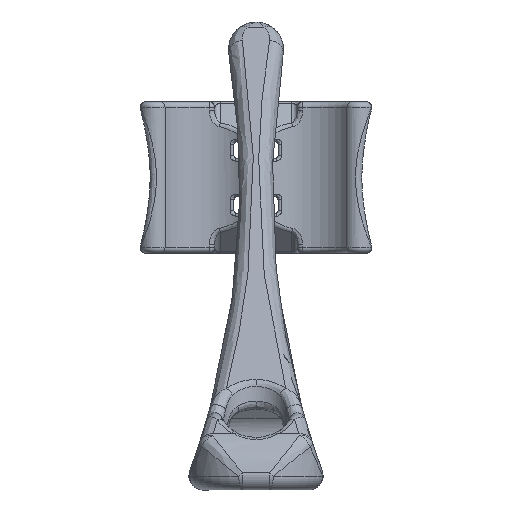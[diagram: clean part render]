
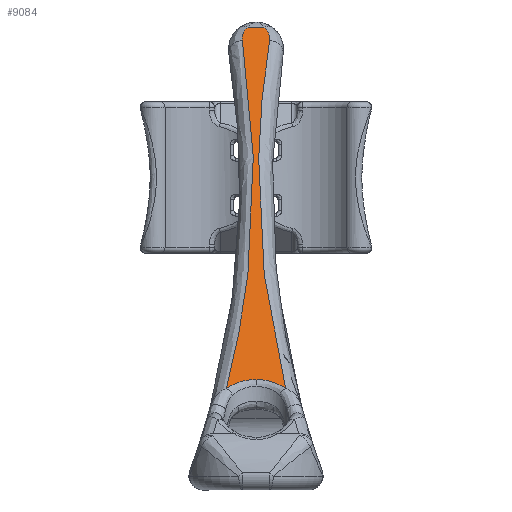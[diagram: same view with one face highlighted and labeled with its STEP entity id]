
A CAD part, front view. The second image highlights one B-rep face of the part: STEP entity #9084.
In plain terms, the highlighted planar face has unit normal (0, -0.58, 0.815).
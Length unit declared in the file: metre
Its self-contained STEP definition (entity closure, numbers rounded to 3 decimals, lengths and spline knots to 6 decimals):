
#55=PLANE('',#9905);
#96=ELLIPSE('',#9756,0.004285,0.002469);
#97=ELLIPSE('',#9837,0.261134,0.150271);
#98=ELLIPSE('',#9840,0.004226,0.002418);
#100=ELLIPSE('',#9906,0.263001,0.152444);
#340=LINE('',#20744,#596);
#596=VECTOR('',#11314,1.);
#1113=B_SPLINE_CURVE_WITH_KNOTS('',3,(#19961,#19962,#19963,#19964,#19965,
#19966,#19967,#19968,#19969,#19970),.UNSPECIFIED.,.F.,.F.,(4,1,1,1,1,1,
1,4),(0.,0.125,0.25,0.375,0.5,0.75,0.875,1.),.UNSPECIFIED.);
#1210=B_SPLINE_CURVE_WITH_KNOTS('',3,(#23297,#23298,#23299,#23300,#23301,
#23302,#23303,#23304),.UNSPECIFIED.,.F.,.F.,(4,1,1,1,1,4),(0.,0.2,0.4,0.6,
0.8,1.),.UNSPECIFIED.);
#3020=ORIENTED_EDGE('',*,*,#5222,.T.);
#3021=ORIENTED_EDGE('',*,*,#4940,.T.);
#3022=ORIENTED_EDGE('',*,*,#5084,.F.);
#3023=ORIENTED_EDGE('',*,*,#5076,.T.);
#3024=ORIENTED_EDGE('',*,*,#5069,.T.);
#3025=ORIENTED_EDGE('',*,*,#5060,.T.);
#3026=ORIENTED_EDGE('',*,*,#5217,.T.);
#4940=EDGE_CURVE('',#6146,#6143,#96,.T.);
#5060=EDGE_CURVE('',#6222,#6225,#1113,.T.);
#5069=EDGE_CURVE('',#6230,#6222,#97,.T.);
#5076=EDGE_CURVE('',#6232,#6230,#98,.T.);
#5084=EDGE_CURVE('',#6232,#6143,#340,.T.);
#5217=EDGE_CURVE('',#6225,#6310,#1210,.T.);
#5222=EDGE_CURVE('',#6310,#6146,#100,.T.);
#6143=VERTEX_POINT('',#18412);
#6146=VERTEX_POINT('',#18466);
#6222=VERTEX_POINT('',#19951);
#6225=VERTEX_POINT('',#19960);
#6230=VERTEX_POINT('',#20394);
#6232=VERTEX_POINT('',#20558);
#6310=VERTEX_POINT('',#23296);
#7509=EDGE_LOOP('',(#3020,#3021,#3022,#3023,#3024,#3025,#3026));
#8150=FACE_BOUND('',#7509,.T.);
#9084=ADVANCED_FACE('',(#8150),#55,.F.);
#9756=AXIS2_PLACEMENT_3D('',#18482,#11124,#11125);
#9837=AXIS2_PLACEMENT_3D('',#20393,#11296,#11297);
#9840=AXIS2_PLACEMENT_3D('',#20580,#11302,#11303);
#9905=AXIS2_PLACEMENT_3D('',#23317,#11445,#11446);
#9906=AXIS2_PLACEMENT_3D('',#23318,#11447,#11448);
#11124=DIRECTION('',(0.,-0.58,0.815));
#11125=DIRECTION('',(0.003,-0.815,-0.58));
#11296=DIRECTION('',(0.,0.58,-0.815));
#11297=DIRECTION('',(0.001,0.815,0.58));
#11302=DIRECTION('',(0.,-0.58,0.815));
#11303=DIRECTION('',(-0.013,-0.815,-0.58));
#11314=DIRECTION('',(1.,0.,0.));
#11445=DIRECTION('',(0.,0.58,-0.815));
#11446=DIRECTION('',(0.,-0.815,-0.58));
#11447=DIRECTION('',(0.,0.58,-0.815));
#11448=DIRECTION('',(0.,0.815,0.58));
#18412=CARTESIAN_POINT('',(0.001449,0.030101,0.084074));
#18466=CARTESIAN_POINT('',(0.002467,0.026669,0.081632));
#18482=CARTESIAN_POINT('',(0.000031,0.027251,0.082046));
#19951=CARTESIAN_POINT('',(-0.005387,-0.062152,0.018435));
#19960=CARTESIAN_POINT('',(0.,-0.05987,0.020059));
#19961=CARTESIAN_POINT('',(-0.005387,-0.062152,0.018435));
#19962=CARTESIAN_POINT('',(-0.0052,-0.061958,0.018573));
#19963=CARTESIAN_POINT('',(-0.004813,-0.061597,0.01883));
#19964=CARTESIAN_POINT('',(-0.004138,-0.061099,0.019184));
#19965=CARTESIAN_POINT('',(-0.003544,-0.060747,0.019434));
#19966=CARTESIAN_POINT('',(-0.002657,-0.060328,0.019733));
#19967=CARTESIAN_POINT('',(-0.001823,-0.060064,0.01992));
#19968=CARTESIAN_POINT('',(-0.000772,-0.059895,0.020041));
#19969=CARTESIAN_POINT('',(-0.00026,-0.05987,0.020059));
#19970=CARTESIAN_POINT('',(0.,-0.05987,0.020059));
#20393=CARTESIAN_POINT('',(-0.150722,-0.008211,0.056815));
#20394=CARTESIAN_POINT('',(-0.002467,0.026669,0.081632));
#20558=CARTESIAN_POINT('',(-0.001449,0.030101,0.084074));
#20580=CARTESIAN_POINT('',(-0.000082,0.027292,0.082075));
#20744=CARTESIAN_POINT('',(-0.001449,0.030101,0.084074));
#23296=CARTESIAN_POINT('',(0.005387,-0.062152,0.018435));
#23297=CARTESIAN_POINT('',(0.,-0.05987,0.020059));
#23298=CARTESIAN_POINT('',(0.000404,-0.05987,0.020059));
#23299=CARTESIAN_POINT('',(0.001213,-0.059934,0.020013));
#23300=CARTESIAN_POINT('',(0.002441,-0.060239,0.019796));
#23301=CARTESIAN_POINT('',(0.003637,-0.060768,0.01942));
#23302=CARTESIAN_POINT('',(0.004666,-0.061462,0.018926));
#23303=CARTESIAN_POINT('',(0.005165,-0.061922,0.018599));
#23304=CARTESIAN_POINT('',(0.005387,-0.062152,0.018435));
#23317=CARTESIAN_POINT('',(-0.025,0.030101,0.084074));
#23318=CARTESIAN_POINT('',(0.152896,-0.008062,0.05692));
